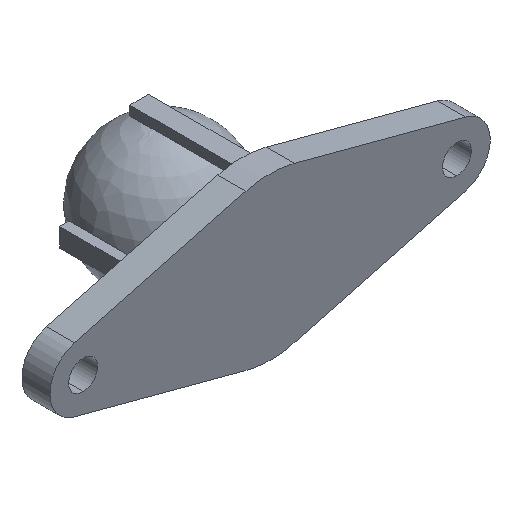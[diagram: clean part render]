
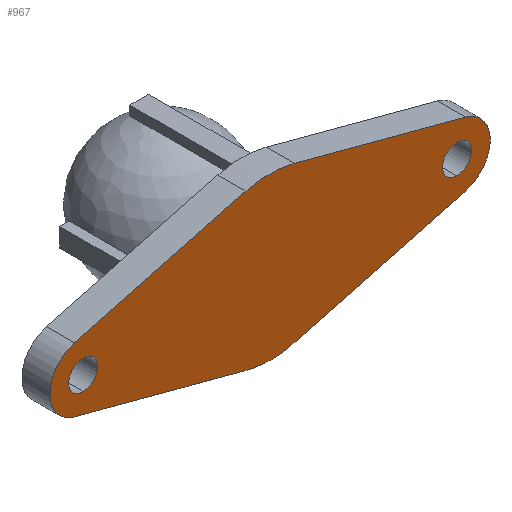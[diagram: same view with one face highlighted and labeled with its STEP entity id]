
A CAD part, isometric view. The second image highlights one B-rep face of the part: STEP entity #967.
In plain terms, the highlighted planar face has unit normal (0, -1, 0).
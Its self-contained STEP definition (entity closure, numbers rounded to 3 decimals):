
#28 = EDGE_CURVE ( 'NONE', #373, #238, #783, .T. ) ;
#33 = CARTESIAN_POINT ( 'NONE',  ( 0., 0., 1.349 ) ) ;
#36 = PLANE ( 'NONE',  #578 ) ;
#39 = AXIS2_PLACEMENT_3D ( 'NONE', #471, #913, #1009 ) ;
#41 = EDGE_CURVE ( 'NONE', #238, #373, #627, .T. ) ;
#43 = ORIENTED_EDGE ( 'NONE', *, *, #171, .F. ) ;
#55 = EDGE_CURVE ( 'NONE', #472, #928, #387, .T. ) ;
#56 = VERTEX_POINT ( 'NONE', #528 ) ;
#60 = ORIENTED_EDGE ( 'NONE', *, *, #1081, .F. ) ;
#62 = VECTOR ( 'NONE', #603, 1000. ) ;
#70 = CARTESIAN_POINT ( 'NONE',  ( -20., 0., 0. ) ) ;
#113 = CARTESIAN_POINT ( 'NONE',  ( 20., 0., 1.55 ) ) ;
#118 = CARTESIAN_POINT ( 'NONE',  ( -20., 0., 1.55 ) ) ;
#123 = ORIENTED_EDGE ( 'NONE', *, *, #947, .T. ) ;
#125 = EDGE_LOOP ( 'NONE', ( #200, #987 ) ) ;
#139 = DIRECTION ( 'NONE',  ( 0., 0., 1. ) ) ;
#154 = VECTOR ( 'NONE', #193, 1000. ) ;
#157 = LINE ( 'NONE', #328, #561 ) ;
#171 = EDGE_CURVE ( 'NONE', #815, #773, #888, .T. ) ;
#172 = DIRECTION ( 'NONE',  ( 0., 0., -1. ) ) ;
#193 = DIRECTION ( 'NONE',  ( -0.966, 0., -0.257 ) ) ;
#200 = ORIENTED_EDGE ( 'NONE', *, *, #28, .T. ) ;
#202 = AXIS2_PLACEMENT_3D ( 'NONE', #70, #421, #494 ) ;
#210 = FACE_OUTER_BOUND ( 'NONE', #1134, .T. ) ;
#221 = EDGE_CURVE ( 'NONE', #253, #664, #722, .T. ) ;
#238 = VERTEX_POINT ( 'NONE', #118 ) ;
#253 = VERTEX_POINT ( 'NONE', #113 ) ;
#260 = AXIS2_PLACEMENT_3D ( 'NONE', #884, #689, #172 ) ;
#265 = CARTESIAN_POINT ( 'NONE',  ( 20.914, 0., 3.43 ) ) ;
#266 = VECTOR ( 'NONE', #955, 1000. ) ;
#267 = CARTESIAN_POINT ( 'NONE',  ( -20.914, 0., -3.43 ) ) ;
#276 = ORIENTED_EDGE ( 'NONE', *, *, #704, .F. ) ;
#287 = CARTESIAN_POINT ( 'NONE',  ( 2.573, 0., -8.315 ) ) ;
#288 = AXIS2_PLACEMENT_3D ( 'NONE', #381, #738, #746 ) ;
#292 = CARTESIAN_POINT ( 'NONE',  ( -20.914, 0., 3.43 ) ) ;
#293 = VERTEX_POINT ( 'NONE', #1099 ) ;
#298 = ORIENTED_EDGE ( 'NONE', *, *, #961, .T. ) ;
#328 = CARTESIAN_POINT ( 'NONE',  ( -20.914, 0., -3.43 ) ) ;
#333 = CARTESIAN_POINT ( 'NONE',  ( 20., 0., 0. ) ) ;
#335 = VERTEX_POINT ( 'NONE', #670 ) ;
#352 = ORIENTED_EDGE ( 'NONE', *, *, #55, .T. ) ;
#373 = VERTEX_POINT ( 'NONE', #937 ) ;
#381 = CARTESIAN_POINT ( 'NONE',  ( 0., 0., -1.349 ) ) ;
#387 = CIRCLE ( 'NONE', #260, 10. ) ;
#393 = DIRECTION ( 'NONE',  ( 0., 0., -1. ) ) ;
#403 = AXIS2_PLACEMENT_3D ( 'NONE', #569, #1020, #139 ) ;
#404 = ORIENTED_EDGE ( 'NONE', *, *, #923, .T. ) ;
#412 = CARTESIAN_POINT ( 'NONE',  ( 20.914, 0., -3.43 ) ) ;
#418 = VERTEX_POINT ( 'NONE', #267 ) ;
#419 = CARTESIAN_POINT ( 'NONE',  ( -20., 0., 0. ) ) ;
#421 = DIRECTION ( 'NONE',  ( 0., 1., 0. ) ) ;
#428 = EDGE_CURVE ( 'NONE', #1072, #335, #510, .T. ) ;
#429 = EDGE_CURVE ( 'NONE', #56, #815, #1128, .T. ) ;
#446 = CARTESIAN_POINT ( 'NONE',  ( 0., 0., -8.651 ) ) ;
#468 = DIRECTION ( 'NONE',  ( 0., -1., 0. ) ) ;
#471 = CARTESIAN_POINT ( 'NONE',  ( 20., 0., 0. ) ) ;
#472 = VERTEX_POINT ( 'NONE', #446 ) ;
#489 = DIRECTION ( 'NONE',  ( 0., 0., -1. ) ) ;
#494 = DIRECTION ( 'NONE',  ( 0., 0., 1. ) ) ;
#510 = LINE ( 'NONE', #797, #266 ) ;
#528 = CARTESIAN_POINT ( 'NONE',  ( 2.573, 0., 8.315 ) ) ;
#529 = AXIS2_PLACEMENT_3D ( 'NONE', #637, #557, #489 ) ;
#557 = DIRECTION ( 'NONE',  ( 0., 1., 0. ) ) ;
#561 = VECTOR ( 'NONE', #763, 1000. ) ;
#562 = DIRECTION ( 'NONE',  ( 0., -1., 0. ) ) ;
#569 = CARTESIAN_POINT ( 'NONE',  ( -20., 0., 0. ) ) ;
#578 = AXIS2_PLACEMENT_3D ( 'NONE', #835, #562, #915 ) ;
#597 = EDGE_CURVE ( 'NONE', #773, #928, #735, .T. ) ;
#603 = DIRECTION ( 'NONE',  ( 0.966, 0., -0.257 ) ) ;
#616 = CARTESIAN_POINT ( 'NONE',  ( 20.914, 0., 3.43 ) ) ;
#627 = CIRCLE ( 'NONE', #202, 1.55 ) ;
#635 = CIRCLE ( 'NONE', #288, 10. ) ;
#637 = CARTESIAN_POINT ( 'NONE',  ( 20., 0., 0. ) ) ;
#642 = ORIENTED_EDGE ( 'NONE', *, *, #428, .F. ) ;
#658 = ORIENTED_EDGE ( 'NONE', *, *, #597, .F. ) ;
#664 = VERTEX_POINT ( 'NONE', #889 ) ;
#670 = CARTESIAN_POINT ( 'NONE',  ( -2.573, 0., 8.315 ) ) ;
#675 = CIRCLE ( 'NONE', #529, 1.55 ) ;
#689 = DIRECTION ( 'NONE',  ( 0., -1., 0. ) ) ;
#697 = EDGE_LOOP ( 'NONE', ( #298, #1022 ) ) ;
#704 = EDGE_CURVE ( 'NONE', #418, #1072, #788, .T. ) ;
#722 = CIRCLE ( 'NONE', #39, 1.55 ) ;
#735 = LINE ( 'NONE', #985, #154 ) ;
#738 = DIRECTION ( 'NONE',  ( 0., -1., 0. ) ) ;
#746 = DIRECTION ( 'NONE',  ( 0., 0., -1. ) ) ;
#763 = DIRECTION ( 'NONE',  ( -0.966, 0., 0.257 ) ) ;
#773 = VERTEX_POINT ( 'NONE', #412 ) ;
#783 = CIRCLE ( 'NONE', #403, 1.55 ) ;
#788 = CIRCLE ( 'NONE', #931, 3.55 ) ;
#797 = CARTESIAN_POINT ( 'NONE',  ( -20.914, 0., 3.43 ) ) ;
#815 = VERTEX_POINT ( 'NONE', #265 ) ;
#820 = FACE_BOUND ( 'NONE', #697, .T. ) ;
#835 = CARTESIAN_POINT ( 'NONE',  ( -20., 0., 0. ) ) ;
#865 = DIRECTION ( 'NONE',  ( 0., 1., 0. ) ) ;
#867 = DIRECTION ( 'NONE',  ( 0., 0., 1. ) ) ;
#884 = CARTESIAN_POINT ( 'NONE',  ( 0., 0., 1.349 ) ) ;
#888 = CIRCLE ( 'NONE', #1053, 3.55 ) ;
#889 = CARTESIAN_POINT ( 'NONE',  ( 20., 0., -1.55 ) ) ;
#909 = FACE_BOUND ( 'NONE', #125, .T. ) ;
#913 = DIRECTION ( 'NONE',  ( 0., 1., 0. ) ) ;
#915 = DIRECTION ( 'NONE',  ( 0., 0., -1. ) ) ;
#923 = EDGE_CURVE ( 'NONE', #56, #335, #635, .T. ) ;
#928 = VERTEX_POINT ( 'NONE', #287 ) ;
#931 = AXIS2_PLACEMENT_3D ( 'NONE', #419, #865, #1135 ) ;
#937 = CARTESIAN_POINT ( 'NONE',  ( -20., 0., -1.55 ) ) ;
#947 = EDGE_CURVE ( 'NONE', #293, #472, #1084, .T. ) ;
#955 = DIRECTION ( 'NONE',  ( 0.966, 0., 0.257 ) ) ;
#956 = DIRECTION ( 'NONE',  ( 0., 1., 0. ) ) ;
#961 = EDGE_CURVE ( 'NONE', #664, #253, #675, .T. ) ;
#967 = ADVANCED_FACE ( 'NONE', ( #909, #210, #820 ), #36, .T. ) ;
#985 = CARTESIAN_POINT ( 'NONE',  ( 20.914, 0., -3.43 ) ) ;
#987 = ORIENTED_EDGE ( 'NONE', *, *, #41, .T. ) ;
#1009 = DIRECTION ( 'NONE',  ( 0., 0., -1. ) ) ;
#1020 = DIRECTION ( 'NONE',  ( 0., 1., 0. ) ) ;
#1022 = ORIENTED_EDGE ( 'NONE', *, *, #221, .T. ) ;
#1026 = AXIS2_PLACEMENT_3D ( 'NONE', #33, #468, #393 ) ;
#1043 = ORIENTED_EDGE ( 'NONE', *, *, #429, .F. ) ;
#1053 = AXIS2_PLACEMENT_3D ( 'NONE', #333, #956, #867 ) ;
#1072 = VERTEX_POINT ( 'NONE', #292 ) ;
#1081 = EDGE_CURVE ( 'NONE', #293, #418, #157, .T. ) ;
#1084 = CIRCLE ( 'NONE', #1026, 10. ) ;
#1099 = CARTESIAN_POINT ( 'NONE',  ( -2.573, 0., -8.315 ) ) ;
#1128 = LINE ( 'NONE', #616, #62 ) ;
#1134 = EDGE_LOOP ( 'NONE', ( #60, #123, #352, #658, #43, #1043, #404, #642, #276 ) ) ;
#1135 = DIRECTION ( 'NONE',  ( 0., 0., -1. ) ) ;
